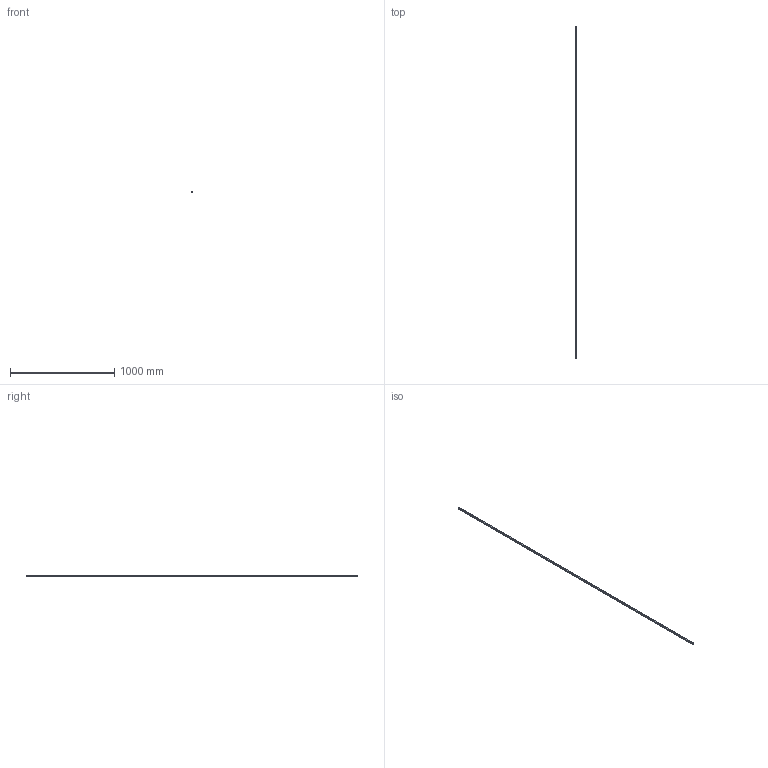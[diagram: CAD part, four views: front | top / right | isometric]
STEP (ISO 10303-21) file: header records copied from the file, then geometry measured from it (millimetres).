
FILE_DESCRIPTION(('STEP AP214'),'1');
FILE_NAME('cctmp_034B3789-FE7D-4064-8797-62E3D1EC175B_2021_02_03_12_12_33_0716..stp','2021-02-03T11:12:34',('HIWIN GmbH'),('CADClick - www.CADClick.com'),'Spatial InterOp 3D',' ','unknown authorization');
FILE_SCHEMA(('AUTOMOTIVE_DESIGN'));
Length unit declared in the file: millimetre
Products named in the file (1): EGR15U3190C_FILE
Bounding box: 15 x 3190 x 12.5 mm (x, y, z)
Volume: 507901.7 mm3; surface area: 194454.6 mm2
Topology: 1 solids, 1 shells, 643 faces, 1587 edges, 1058 vertices
Faces by surface type: cylinder 342, plane 301
Entity records: 24669 total; most frequent: DIRECTION 3775, CARTESIAN_POINT 3289, ORIENTED_EDGE 3174, EDGE_CURVE 1587, AXIS2_PLACEMENT_3D 1544, VERTEX_POINT 1058, EDGE_LOOP 755, LINE 687
